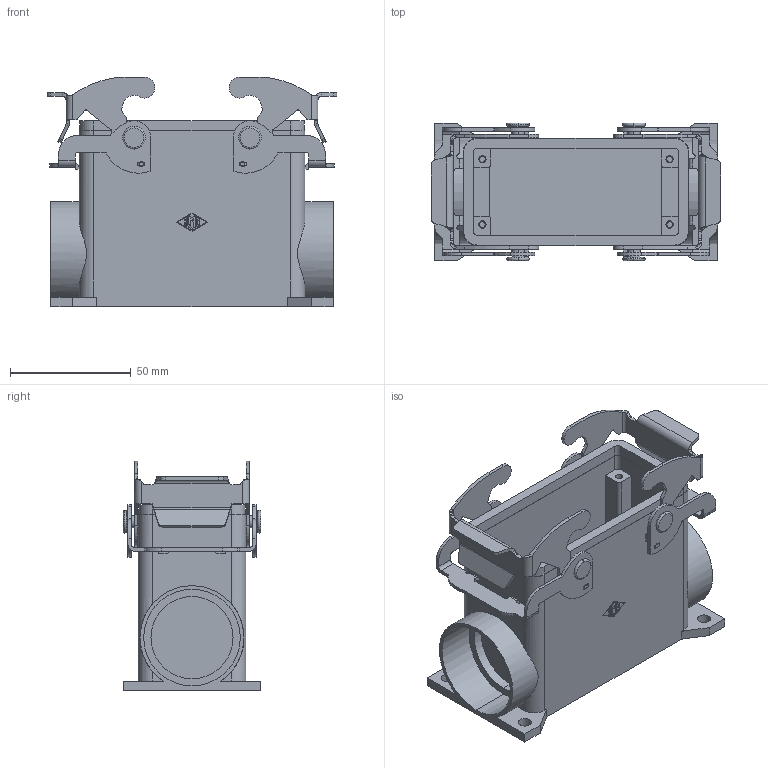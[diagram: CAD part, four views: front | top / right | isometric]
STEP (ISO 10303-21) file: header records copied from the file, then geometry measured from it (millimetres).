
FILE_DESCRIPTION(('Creo Elements/Direct Modeling STEP Export'),'2;1');
FILE_NAME('0ln7uvk49a6ncsh4008','2017-02-20T13:29:39',(''),(''),'PTC Creo Elements/Direct Modeling STEP processor for AP214 (Solid Model)','PTC Creo Elements/Direct Modeling 19.0E 27-Jun-2016 (C) Parametric Technology GmbH','');
FILE_SCHEMA(('AUTOMOTIVE_DESIGN { 1 0 10303 214 1 1 1 1 }'));
Length unit declared in the file: millimetre
Products named in the file (1): M7APE_16.240
Bounding box: 119.97 x 57 x 95 mm (x, y, z)
Volume: 114058.7 mm3; surface area: 71738.7 mm2
Topology: 1 solids, 1 shells, 603 faces, 1699 edges, 1122 vertices
Faces by surface type: plane 291, cylinder 268, bspline 28, torus 12, cone 4
Entity records: 31081 total; most frequent: CARTESIAN_POINT 10619, ORIENTED_EDGE 3390, DIRECTION 3147, EDGE_CURVE 1695, VERTEX_POINT 1122, VECTOR 1051, LINE 1051, AXIS2_PLACEMENT_3D 1048
